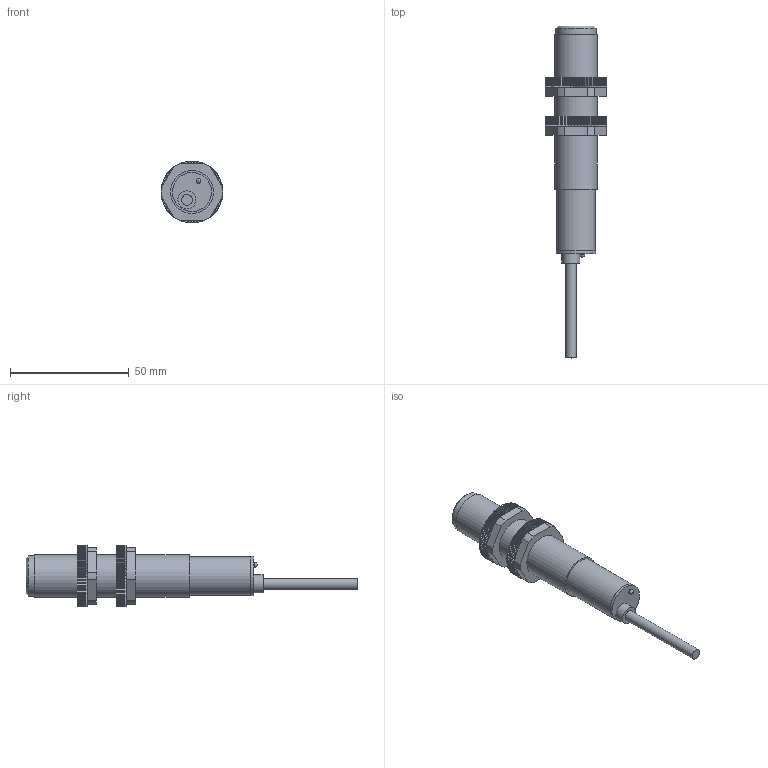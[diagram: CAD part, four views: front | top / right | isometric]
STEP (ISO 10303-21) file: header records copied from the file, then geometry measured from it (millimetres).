
FILE_DESCRIPTION(/* description */ (''),/* implementation_level */ '2;1');
FILE_NAME(/* name */ 'UT180128.stp',/* time_stamp */ '2016-10-11T13:57:19+02:00',/* author */ ('mitarbeiter'),/* organization */ (''),/* preprocessor_version */ 'ST-DEVELOPER v15.2',/* originating_system */ 'Autodesk Inventor 2014',/* authorisation */ '');
FILE_SCHEMA (('AUTOMOTIVE_DESIGN { 1 0 10303 214 3 1 1 }'));
Length unit declared in the file: millimetre
Products named in the file (5): UT180128; UT180128_1; UT180128_2; UT180128_3
Bounding box: 26 x 139.9 x 26 mm (x, y, z)
Volume: 15764.9 mm3; surface area: 15280.1 mm2
Topology: 5 solids, 5 shells, 905 faces, 2569 edges, 1678 vertices
Faces by surface type: plane 688, cylinder 211, cone 5, sphere 1
Full cylindrical faces by diameter (mm): 2 x1, 4.5 x1, 7.6 x1, 14 x2, 16.3 x1, 16.5 x1, 17 x3, 18 x1
Entity records: 14838 total; most frequent: CARTESIAN_POINT 2600, ORIENTED_EDGE 2564, DIRECTION 2513, EDGE_CURVE 1282, LINE 997, VECTOR 997, VERTEX_POINT 845, AXIS2_PLACEMENT_3D 758
